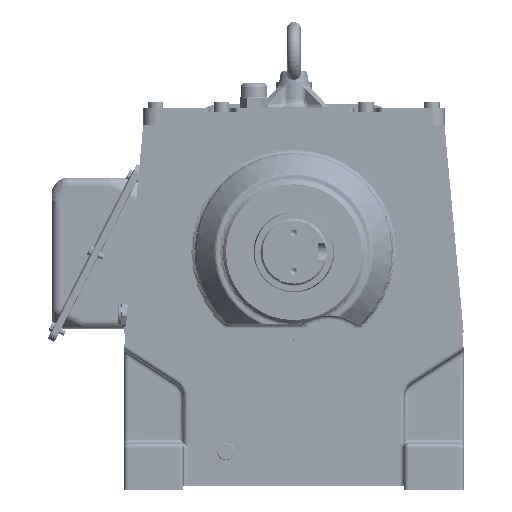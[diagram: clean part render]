
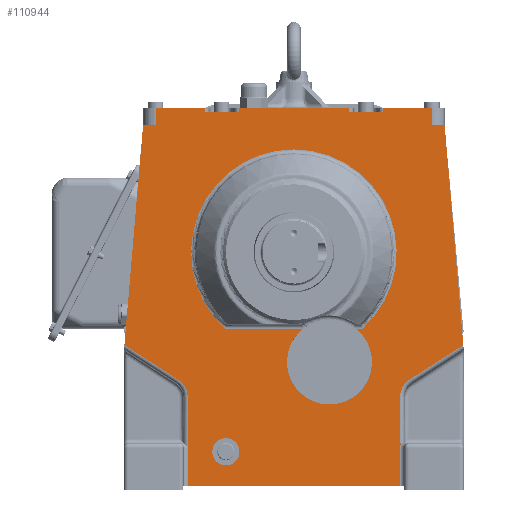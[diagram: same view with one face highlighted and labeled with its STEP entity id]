
A CAD part, left-side view. The second image highlights one B-rep face of the part: STEP entity #110944.
In plain terms, the highlighted planar face has unit normal (-1, 0, 0).
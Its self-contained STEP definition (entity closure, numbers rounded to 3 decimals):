
#8938=LINE('',#204356,#16892);
#8939=LINE('',#204370,#16893);
#8941=LINE('',#204381,#16895);
#8942=LINE('',#204385,#16896);
#8943=LINE('',#204389,#16897);
#8944=LINE('',#204395,#16898);
#8945=LINE('',#204399,#16899);
#8947=LINE('',#204414,#16901);
#8948=LINE('',#204416,#16902);
#8949=LINE('',#204429,#16903);
#8954=LINE('',#204484,#16908);
#8955=LINE('',#204486,#16909);
#8956=LINE('',#204488,#16910);
#8957=LINE('',#204490,#16911);
#8958=LINE('',#204492,#16912);
#8959=LINE('',#204494,#16913);
#8960=LINE('',#204496,#16914);
#8961=LINE('',#204498,#16915);
#8962=LINE('',#204500,#16916);
#8963=LINE('',#204502,#16917);
#8964=LINE('',#204504,#16918);
#8965=LINE('',#204506,#16919);
#8966=LINE('',#204508,#16920);
#8967=LINE('',#204510,#16921);
#8968=LINE('',#204511,#16922);
#16892=VECTOR('',#172119,1000.);
#16893=VECTOR('',#172126,1000.);
#16895=VECTOR('',#172140,1000.);
#16896=VECTOR('',#172145,1000.);
#16897=VECTOR('',#172150,1000.);
#16898=VECTOR('',#172159,1000.);
#16899=VECTOR('',#172164,1000.);
#16901=VECTOR('',#172180,1000.);
#16902=VECTOR('',#172183,1000.);
#16903=VECTOR('',#172192,1000.);
#16908=VECTOR('',#172207,1000.);
#16909=VECTOR('',#172210,1000.);
#16910=VECTOR('',#172211,1000.);
#16911=VECTOR('',#172212,1000.);
#16912=VECTOR('',#172213,1000.);
#16913=VECTOR('',#172214,1000.);
#16914=VECTOR('',#172215,1000.);
#16915=VECTOR('',#172216,1000.);
#16916=VECTOR('',#172217,1000.);
#16917=VECTOR('',#172218,1000.);
#16918=VECTOR('',#172219,1000.);
#16919=VECTOR('',#172220,1000.);
#16920=VECTOR('',#172221,1000.);
#16921=VECTOR('',#172222,1000.);
#16922=VECTOR('',#172223,1000.);
#37792=ORIENTED_EDGE('',*,*,#64462,.T.);
#37793=ORIENTED_EDGE('',*,*,#64461,.T.);
#37794=ORIENTED_EDGE('',*,*,#64458,.T.);
#37795=ORIENTED_EDGE('',*,*,#64457,.T.);
#37796=ORIENTED_EDGE('',*,*,#64454,.T.);
#37797=ORIENTED_EDGE('',*,*,#64471,.T.);
#37798=ORIENTED_EDGE('',*,*,#64472,.T.);
#37799=ORIENTED_EDGE('',*,*,#64473,.T.);
#37800=ORIENTED_EDGE('',*,*,#64474,.T.);
#37801=ORIENTED_EDGE('',*,*,#64475,.F.);
#37802=ORIENTED_EDGE('',*,*,#64476,.T.);
#37803=ORIENTED_EDGE('',*,*,#64477,.F.);
#37804=ORIENTED_EDGE('',*,*,#64478,.T.);
#37805=ORIENTED_EDGE('',*,*,#64479,.F.);
#37806=ORIENTED_EDGE('',*,*,#64480,.T.);
#37807=ORIENTED_EDGE('',*,*,#64481,.T.);
#37808=ORIENTED_EDGE('',*,*,#64482,.T.);
#37809=ORIENTED_EDGE('',*,*,#64483,.F.);
#37810=ORIENTED_EDGE('',*,*,#64484,.T.);
#37811=ORIENTED_EDGE('',*,*,#64450,.T.);
#37812=ORIENTED_EDGE('',*,*,#64485,.T.);
#37813=ORIENTED_EDGE('',*,*,#64448,.T.);
#37814=ORIENTED_EDGE('',*,*,#64447,.T.);
#37815=ORIENTED_EDGE('',*,*,#64445,.T.);
#37816=ORIENTED_EDGE('',*,*,#64443,.T.);
#37817=ORIENTED_EDGE('',*,*,#64441,.T.);
#37818=ORIENTED_EDGE('',*,*,#64438,.F.);
#37819=ORIENTED_EDGE('',*,*,#64206,.F.);
#37820=ORIENTED_EDGE('',*,*,#64432,.T.);
#37821=ORIENTED_EDGE('',*,*,#64430,.T.);
#37822=ORIENTED_EDGE('',*,*,#64436,.T.);
#64206=EDGE_CURVE('',#78781,#78780,#87318,.T.);
#64430=EDGE_CURVE('',#78929,#78928,#87416,.F.);
#64432=EDGE_CURVE('',#78781,#78929,#8938,.F.);
#64436=EDGE_CURVE('',#78928,#78780,#8939,.F.);
#64438=EDGE_CURVE('',#78931,#78931,#87419,.T.);
#64441=EDGE_CURVE('',#78933,#78932,#8941,.T.);
#64443=EDGE_CURVE('',#78871,#78933,#8942,.F.);
#64445=EDGE_CURVE('',#78934,#78871,#8943,.T.);
#64447=EDGE_CURVE('',#78935,#78934,#87424,.F.);
#64448=EDGE_CURVE('',#78936,#78935,#8944,.T.);
#64450=EDGE_CURVE('',#78937,#78938,#8945,.T.);
#64454=EDGE_CURVE('',#78941,#78940,#87427,.F.);
#64457=EDGE_CURVE('',#78942,#78941,#8947,.T.);
#64458=EDGE_CURVE('',#78943,#78942,#8948,.T.);
#64461=EDGE_CURVE('',#78944,#78943,#87431,.F.);
#64462=EDGE_CURVE('',#78932,#78944,#8949,.T.);
#64471=EDGE_CURVE('',#78940,#78949,#8954,.T.);
#64472=EDGE_CURVE('',#78949,#78950,#8955,.T.);
#64473=EDGE_CURVE('',#78950,#78951,#8956,.T.);
#64474=EDGE_CURVE('',#78951,#78952,#8957,.F.);
#64475=EDGE_CURVE('',#78953,#78952,#8958,.T.);
#64476=EDGE_CURVE('',#78953,#78954,#8959,.F.);
#64477=EDGE_CURVE('',#78955,#78954,#8960,.T.);
#64478=EDGE_CURVE('',#78955,#78956,#8961,.T.);
#64479=EDGE_CURVE('',#78957,#78956,#8962,.T.);
#64480=EDGE_CURVE('',#78957,#78958,#8963,.F.);
#64481=EDGE_CURVE('',#78958,#78959,#8964,.T.);
#64482=EDGE_CURVE('',#78959,#78960,#8965,.T.);
#64483=EDGE_CURVE('',#78961,#78960,#8966,.T.);
#64484=EDGE_CURVE('',#78961,#78937,#8967,.T.);
#64485=EDGE_CURVE('',#78938,#78936,#8968,.T.);
#78780=VERTEX_POINT('',#203718);
#78781=VERTEX_POINT('',#203719);
#78871=VERTEX_POINT('',#204047);
#78928=VERTEX_POINT('',#204347);
#78929=VERTEX_POINT('',#204349);
#78931=VERTEX_POINT('',#204376);
#78932=VERTEX_POINT('',#204380);
#78933=VERTEX_POINT('',#204382);
#78934=VERTEX_POINT('',#204388);
#78935=VERTEX_POINT('',#204392);
#78936=VERTEX_POINT('',#204396);
#78937=VERTEX_POINT('',#204400);
#78938=VERTEX_POINT('',#204401);
#78940=VERTEX_POINT('',#204407);
#78941=VERTEX_POINT('',#204409);
#78942=VERTEX_POINT('',#204413);
#78943=VERTEX_POINT('',#204417);
#78944=VERTEX_POINT('',#204426);
#78949=VERTEX_POINT('',#204483);
#78950=VERTEX_POINT('',#204487);
#78951=VERTEX_POINT('',#204489);
#78952=VERTEX_POINT('',#204491);
#78953=VERTEX_POINT('',#204493);
#78954=VERTEX_POINT('',#204495);
#78955=VERTEX_POINT('',#204497);
#78956=VERTEX_POINT('',#204499);
#78957=VERTEX_POINT('',#204501);
#78958=VERTEX_POINT('',#204503);
#78959=VERTEX_POINT('',#204505);
#78960=VERTEX_POINT('',#204507);
#78961=VERTEX_POINT('',#204509);
#87318=CIRCLE('',#150720,50.);
#87416=CIRCLE('',#150917,121.);
#87419=CIRCLE('',#150925,16.);
#87424=CIRCLE('',#150934,25.);
#87427=CIRCLE('',#150941,25.);
#87431=CIRCLE('',#150948,10.);
#93626=EDGE_LOOP('',(#37792,#37793,#37794,#37795,#37796,#37797,#37798,#37799,
#37800,#37801,#37802,#37803,#37804,#37805,#37806,#37807,#37808,#37809,#37810,
#37811,#37812,#37813,#37814,#37815,#37816,#37817));
#93627=EDGE_LOOP('',(#37818));
#93628=EDGE_LOOP('',(#37819,#37820,#37821,#37822));
#101403=FACE_BOUND('',#93626,.T.);
#101404=FACE_BOUND('',#93627,.T.);
#101405=FACE_BOUND('',#93628,.T.);
#107393=PLANE('',#150955);
#110944=ADVANCED_FACE('',(#101403,#101404,#101405),#107393,.T.);
#150720=AXIS2_PLACEMENT_3D('',#203720,#171623,#171624);
#150917=AXIS2_PLACEMENT_3D('',#204348,#172115,#172116);
#150925=AXIS2_PLACEMENT_3D('',#204375,#172133,#172134);
#150934=AXIS2_PLACEMENT_3D('',#204393,#172155,#172156);
#150941=AXIS2_PLACEMENT_3D('',#204408,#172172,#172173);
#150948=AXIS2_PLACEMENT_3D('',#204427,#172188,#172189);
#150955=AXIS2_PLACEMENT_3D('',#204485,#172208,#172209);
#171623=DIRECTION('',(-1.,0.,0.));
#171624=DIRECTION('',(0.,0.,1.));
#172115=DIRECTION('',(-1.,0.,0.));
#172116=DIRECTION('',(0.,0.,1.));
#172119=DIRECTION('',(0.,-1.,0.));
#172126=DIRECTION('',(0.,-1.,0.));
#172133=DIRECTION('',(-1.,0.,0.));
#172134=DIRECTION('',(0.,-1.,0.));
#172140=DIRECTION('',(0.,-1.,0.));
#172145=DIRECTION('',(0.,0.,1.));
#172150=DIRECTION('',(0.,0.,-1.));
#172155=DIRECTION('',(-1.,0.,0.));
#172156=DIRECTION('',(0.,0.,1.));
#172159=DIRECTION('',(0.,-0.841,-0.541));
#172164=DIRECTION('',(0.,1.,0.));
#172172=DIRECTION('',(-1.,0.,0.));
#172173=DIRECTION('',(0.,0.,1.));
#172180=DIRECTION('',(0.,0.,1.));
#172183=DIRECTION('',(0.,1.,0.));
#172188=DIRECTION('',(-1.,0.,0.));
#172189=DIRECTION('',(0.,0.,1.));
#172192=DIRECTION('',(0.,0.,1.));
#172207=DIRECTION('',(0.,-0.841,0.541));
#172208=DIRECTION('',(-1.,0.,0.));
#172209=DIRECTION('',(0.,0.,1.));
#172210=DIRECTION('',(0.,0.085,0.996));
#172211=DIRECTION('',(0.,1.,0.));
#172212=DIRECTION('',(0.,0.,-1.));
#172213=DIRECTION('',(0.,-1.,0.));
#172214=DIRECTION('',(0.,0.,1.));
#172215=DIRECTION('',(0.,-1.,0.));
#172216=DIRECTION('',(0.,0.,1.));
#172217=DIRECTION('',(0.,-1.,0.));
#172218=DIRECTION('',(0.,0.,1.));
#172219=DIRECTION('',(0.,1.,0.));
#172220=DIRECTION('',(0.,0.,1.));
#172221=DIRECTION('',(0.,-1.,0.));
#172222=DIRECTION('',(0.,0.,-1.));
#172223=DIRECTION('',(0.,0.085,-0.996));
#203718=CARTESIAN_POINT('',(43.,-72.746,-90.));
#203719=CARTESIAN_POINT('',(43.,-11.114,-90.));
#203720=CARTESIAN_POINT('',(43.,-41.93,-129.375));
#204047=CARTESIAN_POINT('',(43.,125.,-230.));
#204347=CARTESIAN_POINT('',(43.,-80.876,-90.));
#204348=CARTESIAN_POINT('',(43.,0.,0.));
#204349=CARTESIAN_POINT('',(43.,80.876,-90.));
#204356=CARTESIAN_POINT('',(43.,86.116,-90.));
#204370=CARTESIAN_POINT('',(43.,-74.424,-90.));
#204375=CARTESIAN_POINT('',(43.,80.,-235.));
#204376=CARTESIAN_POINT('',(43.,64.,-235.));
#204380=CARTESIAN_POINT('',(43.,-125.,-275.));
#204381=CARTESIAN_POINT('',(43.,-130.,-275.));
#204382=CARTESIAN_POINT('',(43.,125.,-275.));
#204385=CARTESIAN_POINT('',(43.,125.,0.));
#204388=CARTESIAN_POINT('',(43.,125.,-170.919));
#204389=CARTESIAN_POINT('',(43.,125.,0.));
#204392=CARTESIAN_POINT('',(43.,136.481,-149.89));
#204393=CARTESIAN_POINT('',(43.,150.,-170.919));
#204395=CARTESIAN_POINT('',(43.,108.09,-168.141));
#204396=CARTESIAN_POINT('',(43.,199.522,-109.363));
#204399=CARTESIAN_POINT('',(43.,-177.5,150.));
#204400=CARTESIAN_POINT('',(43.,162.5,150.));
#204401=CARTESIAN_POINT('',(43.,177.5,150.));
#204407=CARTESIAN_POINT('',(43.,-136.481,-149.89));
#204408=CARTESIAN_POINT('',(43.,-150.,-170.919));
#204409=CARTESIAN_POINT('',(43.,-125.,-170.919));
#204413=CARTESIAN_POINT('',(43.,-125.,-225.));
#204414=CARTESIAN_POINT('',(43.,-125.,0.));
#204416=CARTESIAN_POINT('',(43.,0.,-225.));
#204417=CARTESIAN_POINT('',(43.,-126.34,-225.));
#204426=CARTESIAN_POINT('',(43.,-125.,-230.));
#204427=CARTESIAN_POINT('',(43.,-135.,-230.));
#204429=CARTESIAN_POINT('',(43.,-125.,0.));
#204483=CARTESIAN_POINT('',(43.,-199.521,-109.364));
#204484=CARTESIAN_POINT('',(43.,-108.09,-168.141));
#204485=CARTESIAN_POINT('',(43.,0.,0.));
#204486=CARTESIAN_POINT('',(43.,-177.5,150.));
#204487=CARTESIAN_POINT('',(43.,-177.5,150.));
#204488=CARTESIAN_POINT('',(43.,-177.5,150.));
#204489=CARTESIAN_POINT('',(43.,-162.5,150.));
#204490=CARTESIAN_POINT('',(43.,-162.5,170.));
#204491=CARTESIAN_POINT('',(43.,-162.5,170.));
#204492=CARTESIAN_POINT('',(43.,177.5,170.));
#204493=CARTESIAN_POINT('',(43.,-105.,170.));
#204494=CARTESIAN_POINT('',(43.,-105.,170.));
#204495=CARTESIAN_POINT('',(43.,-105.,165.));
#204496=CARTESIAN_POINT('',(43.,-100.,165.));
#204497=CARTESIAN_POINT('',(43.,-65.,165.));
#204498=CARTESIAN_POINT('',(43.,-65.,170.));
#204499=CARTESIAN_POINT('',(43.,-65.,170.));
#204500=CARTESIAN_POINT('',(43.,177.5,170.));
#204501=CARTESIAN_POINT('',(43.,65.,170.));
#204502=CARTESIAN_POINT('',(43.,65.,165.));
#204503=CARTESIAN_POINT('',(43.,65.,165.));
#204504=CARTESIAN_POINT('',(43.,100.,165.));
#204505=CARTESIAN_POINT('',(43.,105.,165.));
#204506=CARTESIAN_POINT('',(43.,105.,170.));
#204507=CARTESIAN_POINT('',(43.,105.,170.));
#204508=CARTESIAN_POINT('',(43.,177.5,170.));
#204509=CARTESIAN_POINT('',(43.,162.5,170.));
#204510=CARTESIAN_POINT('',(43.,162.5,170.));
#204511=CARTESIAN_POINT('',(43.,200.,-114.997));
